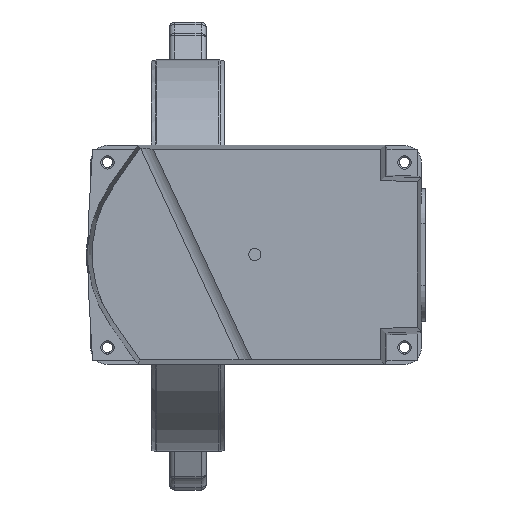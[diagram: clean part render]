
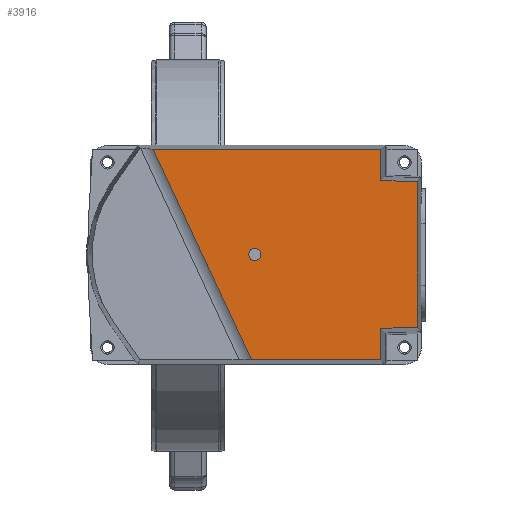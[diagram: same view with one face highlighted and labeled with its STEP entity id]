
A CAD part, top view. The second image highlights one B-rep face of the part: STEP entity #3916.
In plain terms, the highlighted planar face has unit normal (0, 0, 1).
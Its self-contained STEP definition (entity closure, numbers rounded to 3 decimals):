
#3090=FACE_BOUND('',#5808,.T.);
#3091=FACE_BOUND('',#5809,.T.);
#3916=ADVANCED_FACE('',(#3090,#3091),#4306,.T.);
#4306=PLANE('',#16739);
#5808=EDGE_LOOP('',(#11132));
#5809=EDGE_LOOP('',(#11133,#11134,#11135,#11136,#11137,#11138,#11139,#11140));
#6543=LINE('',#32332,#7204);
#6546=LINE('',#32338,#7207);
#6548=LINE('',#32342,#7209);
#6553=LINE('',#32356,#7214);
#6554=LINE('',#32358,#7215);
#6555=LINE('',#32360,#7216);
#6556=LINE('',#32362,#7217);
#6557=LINE('',#32363,#7218);
#7204=VECTOR('',#19677,1.);
#7207=VECTOR('',#19682,1.);
#7209=VECTOR('',#19686,1.);
#7214=VECTOR('',#19699,1.);
#7215=VECTOR('',#19700,1.);
#7216=VECTOR('',#19701,1.);
#7217=VECTOR('',#19702,1.);
#7218=VECTOR('',#19703,1.);
#11132=ORIENTED_EDGE('',*,*,#14951,.T.);
#11133=ORIENTED_EDGE('',*,*,#14952,.T.);
#11134=ORIENTED_EDGE('',*,*,#14953,.T.);
#11135=ORIENTED_EDGE('',*,*,#14954,.T.);
#11136=ORIENTED_EDGE('',*,*,#14955,.F.);
#11137=ORIENTED_EDGE('',*,*,#14945,.F.);
#11138=ORIENTED_EDGE('',*,*,#14943,.F.);
#11139=ORIENTED_EDGE('',*,*,#14956,.F.);
#11140=ORIENTED_EDGE('',*,*,#14940,.T.);
#12880=VERTEX_POINT('',#32331);
#12881=VERTEX_POINT('',#32333);
#12882=VERTEX_POINT('',#32337);
#12883=VERTEX_POINT('',#32339);
#12884=VERTEX_POINT('',#32343);
#12888=VERTEX_POINT('',#32355);
#12889=VERTEX_POINT('',#32357);
#12890=VERTEX_POINT('',#32359);
#12891=VERTEX_POINT('',#32361);
#14940=EDGE_CURVE('',#12881,#12880,#6543,.T.);
#14943=EDGE_CURVE('',#12882,#12883,#6546,.T.);
#14945=EDGE_CURVE('',#12883,#12884,#6548,.T.);
#14951=EDGE_CURVE('',#12888,#12888,#15576,.T.);
#14952=EDGE_CURVE('',#12880,#12889,#6553,.T.);
#14953=EDGE_CURVE('',#12889,#12890,#6554,.T.);
#14954=EDGE_CURVE('',#12890,#12891,#6555,.T.);
#14955=EDGE_CURVE('',#12884,#12891,#6556,.T.);
#14956=EDGE_CURVE('',#12881,#12882,#6557,.T.);
#15576=CIRCLE('',#16738,2.5);
#16738=AXIS2_PLACEMENT_3D('',#32354,#19697,#19698);
#16739=AXIS2_PLACEMENT_3D('',#32364,#19704,#19705);
#19677=DIRECTION('',(0.,1.,0.));
#19682=DIRECTION('',(0.,-1.,0.));
#19686=DIRECTION('',(-1.,0.,0.));
#19697=DIRECTION('',(0.,0.,-1.));
#19698=DIRECTION('',(0.,-1.,0.));
#19699=DIRECTION('',(-0.999,0.035,0.));
#19700=DIRECTION('',(0.,1.,0.));
#19701=DIRECTION('',(-1.,0.,0.));
#19702=DIRECTION('',(-0.423,0.906,0.));
#19703=DIRECTION('',(-0.999,-0.035,0.));
#19704=DIRECTION('',(0.,0.,1.));
#19705=DIRECTION('',(0.,1.,0.));
#32331=CARTESIAN_POINT('',(94.298,29.856,277.));
#32332=CARTESIAN_POINT('',(94.298,-31.5,277.));
#32333=CARTESIAN_POINT('',(94.298,-29.856,277.));
#32337=CARTESIAN_POINT('',(79.298,-30.38,277.));
#32338=CARTESIAN_POINT('',(79.298,-32.024,277.));
#32339=CARTESIAN_POINT('',(79.298,-43.298,277.));
#32342=CARTESIAN_POINT('',(9.,-43.298,277.));
#32343=CARTESIAN_POINT('',(26.169,-43.298,277.));
#32354=CARTESIAN_POINT('',(27.5,0.,277.));
#32355=CARTESIAN_POINT('',(27.5,-2.5,277.));
#32356=CARTESIAN_POINT('',(95.941,29.799,277.));
#32357=CARTESIAN_POINT('',(79.298,30.38,277.));
#32358=CARTESIAN_POINT('',(79.298,0.,277.));
#32359=CARTESIAN_POINT('',(79.298,43.298,277.));
#32360=CARTESIAN_POINT('',(81.,43.298,277.));
#32361=CARTESIAN_POINT('',(-14.212,43.298,277.));
#32362=CARTESIAN_POINT('',(28.714,-48.757,277.));
#32363=CARTESIAN_POINT('',(10.145,-32.795,277.));
#32364=CARTESIAN_POINT('',(9.,0.,277.));
